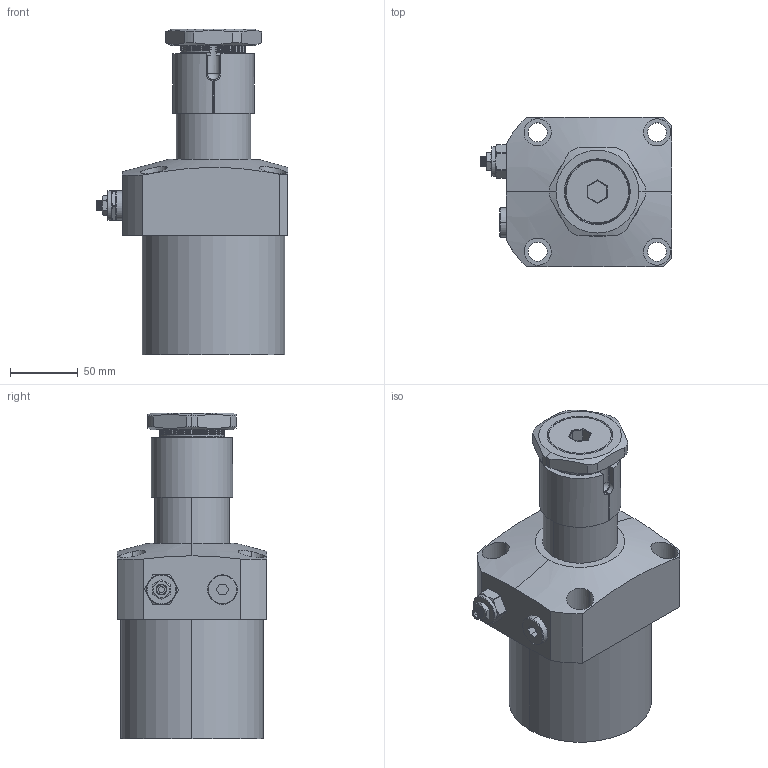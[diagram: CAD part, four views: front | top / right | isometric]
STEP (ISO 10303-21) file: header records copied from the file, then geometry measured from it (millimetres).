
FILE_DESCRIPTION (( 'STEP AP203' ), '1' );
FILE_NAME ('CHA-105SRX90C.STEP', '2019-12-07T08:45:31', ( '' ), ( '' ), 'SwSTEP 2.0', 'SolidWorks 2017', '' );
FILE_SCHEMA (( 'CONFIG_CONTROL_DESIGN' ));
Length unit declared in the file: millimetre
Products named in the file (13): 30球头; G3-8黑芛; CHA-105S活塞杆; CHA-105S袪杶; CHA-90掛极; 30粟銅蹟譫; 30概郋; CHA-105蹟譫_1; CHA-105SRX90C; 30概极; 30覃厒裝; CZL30覃厒概; hex thin nuts-grades ab-chamfered gb(GB_FASTENER_NUT_STNAB M8-N)
Assembly tree (12 placements, depth 3):
  CHA-105SRX90C
    CHA-90掛极
    G3-8黑芛
    CHA-105S袪杶
    CHA-105S活塞杆
    CZL30覃厒概
      30概极
      30球头
      30粟銅蹟譫
      30概郋
      30覃厒裝
      hex thin nuts-grades ab-chamfered gb(GB_FASTENER_NUT_STNAB M8-N)
    CHA-105蹟譫_1
Bounding box: 141.5 x 110 x 240 mm (x, y, z)
Volume: 1468436.5 mm3; surface area: 182360.1 mm2
Topology: 12 solids, 12 shells, 629 faces, 1661 edges, 1074 vertices
Faces by surface type: cylinder 263, plane 137, bspline 131, cone 76, torus 21, sphere 1
Entity records: 76357 total; most frequent: CARTESIAN_POINT 61354, ORIENTED_EDGE 3310, DIRECTION 2332, EDGE_CURVE 1655, VERTEX_POINT 1072, AXIS2_PLACEMENT_3D 900, EDGE_LOOP 687, FACE_OUTER_BOUND 629
